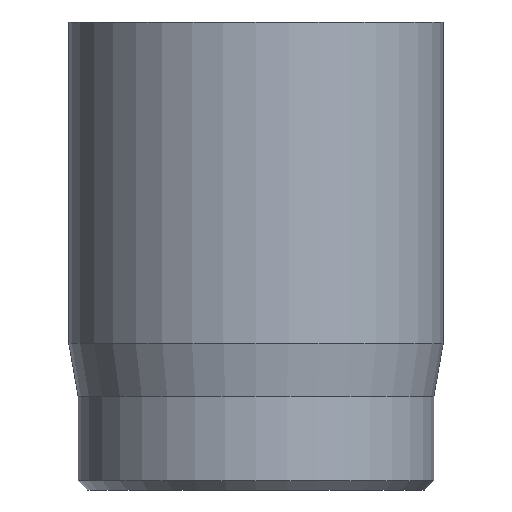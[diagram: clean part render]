
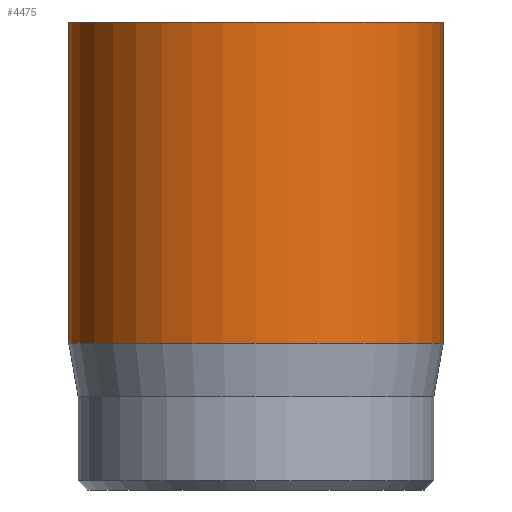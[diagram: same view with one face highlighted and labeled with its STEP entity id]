
A CAD part, front view. The second image highlights one B-rep face of the part: STEP entity #4475.
In plain terms, the highlighted cylindrical face has radius 2 mm (diameter 4 mm), a full revolution.
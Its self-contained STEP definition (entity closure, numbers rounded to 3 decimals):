
#31=CYLINDRICAL_SURFACE('',#4622,2.);
#44=CIRCLE('',#4596,2.);
#55=CIRCLE('',#4620,2.);
#56=CIRCLE('',#4621,2.);
#384=FACE_OUTER_BOUND('',#653,.T.);
#653=EDGE_LOOP('',(#3966,#3967,#3968,#3969,#3970));
#943=LINE('',#8873,#1239);
#1239=VECTOR('',#5072,2.);
#2016=VERTEX_POINT('',#8827);
#2027=VERTEX_POINT('',#8867);
#2028=VERTEX_POINT('',#8868);
#2664=EDGE_CURVE('',#2016,#2016,#44,.T.);
#2680=EDGE_CURVE('',#2027,#2028,#55,.T.);
#2681=EDGE_CURVE('',#2028,#2027,#56,.T.);
#2683=EDGE_CURVE('',#2016,#2027,#943,.T.);
#3966=ORIENTED_EDGE('',*,*,#2664,.T.);
#3967=ORIENTED_EDGE('',*,*,#2683,.T.);
#3968=ORIENTED_EDGE('',*,*,#2680,.T.);
#3969=ORIENTED_EDGE('',*,*,#2681,.T.);
#3970=ORIENTED_EDGE('',*,*,#2683,.F.);
#4475=ADVANCED_FACE('',(#384),#31,.T.);
#4596=AXIS2_PLACEMENT_3D('',#8828,#5012,#5013);
#4620=AXIS2_PLACEMENT_3D('',#8869,#5065,#5066);
#4621=AXIS2_PLACEMENT_3D('',#8870,#5067,#5068);
#4622=AXIS2_PLACEMENT_3D('',#8872,#5070,#5071);
#5012=DIRECTION('center_axis',(0.,0.,-1.));
#5013=DIRECTION('ref_axis',(-1.,0.,0.));
#5065=DIRECTION('center_axis',(0.,0.,1.));
#5066=DIRECTION('ref_axis',(-1.,0.,0.));
#5067=DIRECTION('center_axis',(0.,0.,1.));
#5068=DIRECTION('ref_axis',(-1.,0.,0.));
#5070=DIRECTION('center_axis',(0.,0.,1.));
#5071=DIRECTION('ref_axis',(-1.,0.,0.));
#5072=DIRECTION('',(0.,0.,-1.));
#8827=CARTESIAN_POINT('',(2.,0.,5.));
#8828=CARTESIAN_POINT('Origin',(0.,0.,5.));
#8867=CARTESIAN_POINT('',(2.,0.,1.567));
#8868=CARTESIAN_POINT('',(-2.,0.,1.567));
#8869=CARTESIAN_POINT('Origin',(0.,0.,1.567));
#8870=CARTESIAN_POINT('Origin',(0.,0.,1.567));
#8872=CARTESIAN_POINT('Origin',(0.,0.,0.));
#8873=CARTESIAN_POINT('',(2.,0.,0.));
